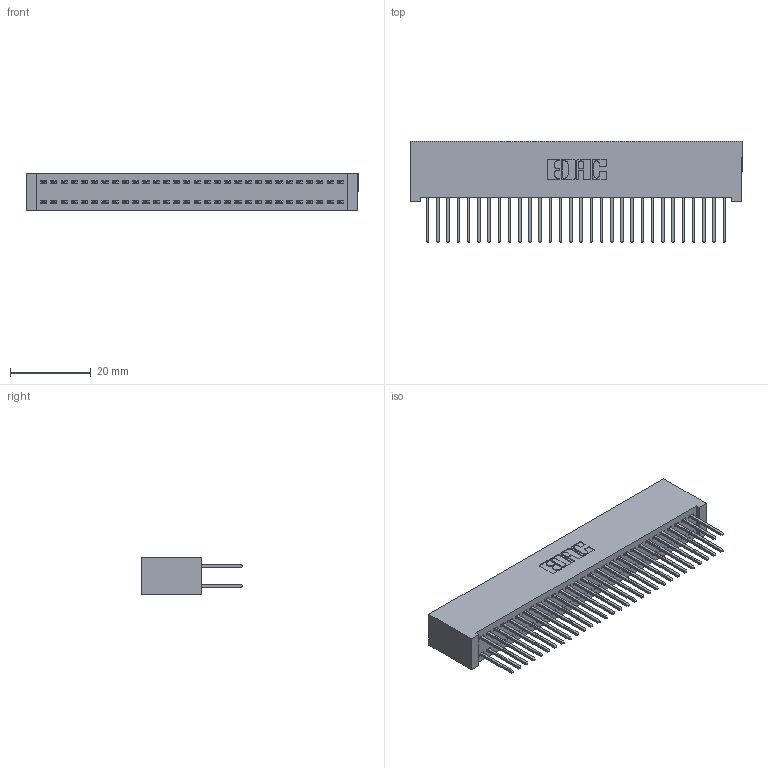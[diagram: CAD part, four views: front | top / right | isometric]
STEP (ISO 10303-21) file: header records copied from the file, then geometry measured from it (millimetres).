
FILE_DESCRIPTION (( 'STEP AP203' ), '1' );
FILE_NAME ('342-060-523-201.STEP', '2019-10-03T13:17:59', ( '' ), ( '' ), 'SwSTEP 2.0', 'SolidWorks 2016', '' );
FILE_SCHEMA (( 'CONFIG_CONTROL_DESIGN' ));
Length unit declared in the file: inch
Products named in the file (3): 342 Part_Lugless; 345-292-001_345-293-123; 342-060-523-201
Assembly tree (61 placements, depth 2):
  342-060-523-201
    342 Part_Lugless
    345-292-001_345-293-123  x60
Bounding box: 82.45 x 25.15 x 9.4 mm (x, y, z)
Volume: 7913.7 mm3; surface area: 13555.2 mm2
Topology: 61 solids, 61 shells, 3222 faces, 9575 edges, 6302 vertices
Faces by surface type: plane 2222, cylinder 1000
Entity records: 20461 total; most frequent: CARTESIAN_POINT 3402, ORIENTED_EDGE 3338, DIRECTION 2921, EDGE_CURVE 1669, LINE 1549, VECTOR 1549, VERTEX_POINT 1110, AXIS2_PLACEMENT_3D 686
